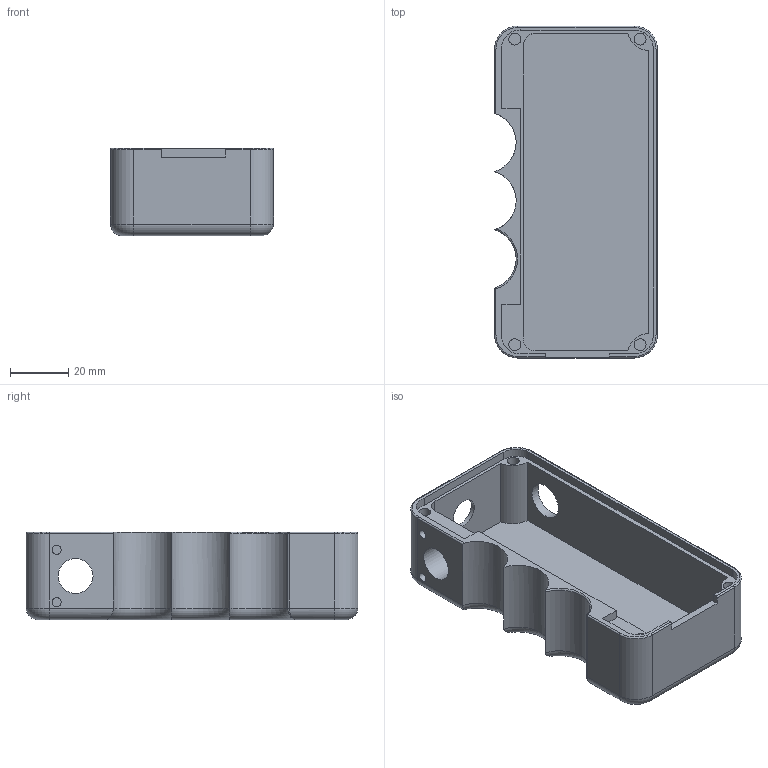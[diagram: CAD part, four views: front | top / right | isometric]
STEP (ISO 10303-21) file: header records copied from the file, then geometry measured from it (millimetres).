
FILE_DESCRIPTION(('FreeCAD Model'),'2;1');
FILE_NAME('NvOne v1 boitier.step','2020-06-23T16:07:36' ,('Author'),(''),'Open CASCADE STEP processor 7.3','FreeCAD','Unknown' );
FILE_SCHEMA(('AUTOMOTIVE_DESIGN { 1 0 10303 214 1 1 1 1 }'));
Length unit declared in the file: millimetre
Products named in the file (1): Boitier
Bounding box: 56 x 114 x 30 mm (x, y, z)
Volume: 47262.6 mm3; surface area: 30188.4 mm2
Topology: 1 solids, 1 shells, 82 faces, 202 edges, 126 vertices
Faces by surface type: cylinder 37, plane 30, torus 12, bspline 3
Full cylindrical faces by diameter (mm): 3.1 x2, 4.1 x4, 10.2 x1, 12 x1, 12.75 x1, 22 x1
Entity records: 6798 total; most frequent: CARTESIAN_POINT 2734, DIRECTION 776, LINE 432, VECTOR 432, ORIENTED_EDGE 402, PCURVE 402, DEFINITIONAL_REPRESENTATION 402, EDGE_CURVE 201
